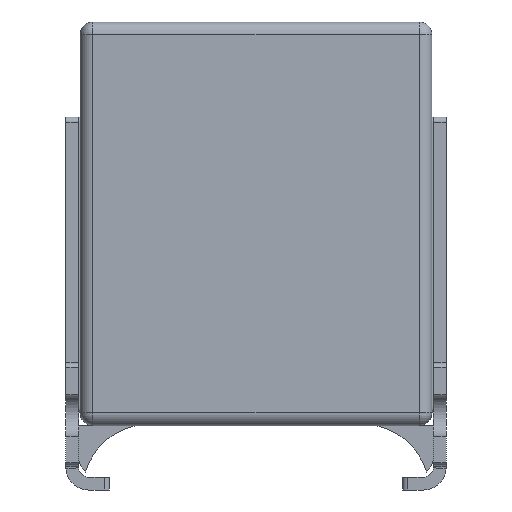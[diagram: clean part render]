
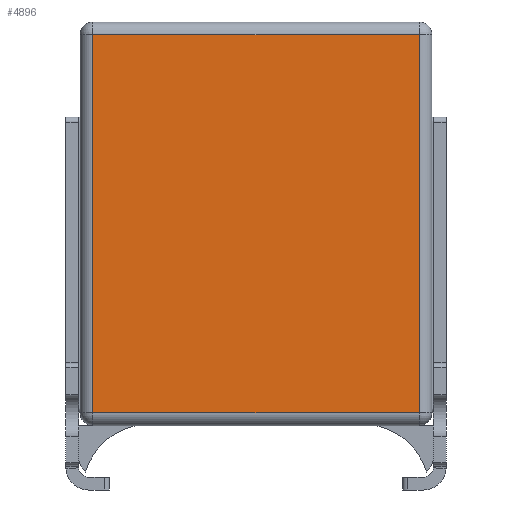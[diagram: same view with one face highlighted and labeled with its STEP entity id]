
A CAD part, front view. The second image highlights one B-rep face of the part: STEP entity #4896.
In plain terms, the highlighted planar face has unit normal (0, -1, 0).
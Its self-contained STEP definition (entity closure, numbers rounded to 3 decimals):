
#49=PLANE('',#5127);
#162=LINE('',#6584,#498);
#165=LINE('',#6591,#501);
#178=LINE('',#6637,#514);
#181=LINE('',#6643,#517);
#498=VECTOR('',#5498,1000.);
#501=VECTOR('',#5505,1000.);
#514=VECTOR('',#5558,1000.);
#517=VECTOR('',#5565,1000.);
#908=ORIENTED_EDGE('',*,*,#1947,.T.);
#909=ORIENTED_EDGE('',*,*,#1919,.T.);
#910=ORIENTED_EDGE('',*,*,#1915,.T.);
#911=ORIENTED_EDGE('',*,*,#1943,.T.);
#1915=EDGE_CURVE('',#2441,#2446,#162,.T.);
#1919=EDGE_CURVE('',#2449,#2441,#165,.T.);
#1943=EDGE_CURVE('',#2446,#2461,#178,.T.);
#1947=EDGE_CURVE('',#2461,#2449,#181,.T.);
#2441=VERTEX_POINT('',#6566);
#2446=VERTEX_POINT('',#6582);
#2449=VERTEX_POINT('',#6589);
#2461=VERTEX_POINT('',#6635);
#2965=EDGE_LOOP('',(#908,#909,#910,#911));
#3177=FACE_BOUND('',#2965,.T.);
#4896=ADVANCED_FACE('',(#3177),#49,.T.);
#5127=AXIS2_PLACEMENT_3D('',#6652,#5580,#5581);
#5498=DIRECTION('',(0.,0.,1.));
#5505=DIRECTION('',(1.,0.,0.));
#5558=DIRECTION('',(-1.,0.,0.));
#5565=DIRECTION('',(0.,0.,-1.));
#5580=DIRECTION('',(0.,-1.,0.));
#5581=DIRECTION('',(0.,0.,-1.));
#6566=CARTESIAN_POINT('',(3.17,-1.325,-3.675));
#6582=CARTESIAN_POINT('',(3.17,-1.325,3.675));
#6584=CARTESIAN_POINT('',(3.17,-1.325,3.925));
#6589=CARTESIAN_POINT('',(-3.17,-1.325,-3.675));
#6591=CARTESIAN_POINT('',(3.42,-1.325,-3.675));
#6635=CARTESIAN_POINT('',(-3.17,-1.325,3.675));
#6637=CARTESIAN_POINT('',(-3.42,-1.325,3.675));
#6643=CARTESIAN_POINT('',(-3.17,-1.325,-3.925));
#6652=CARTESIAN_POINT('',(0.,-1.325,0.));
